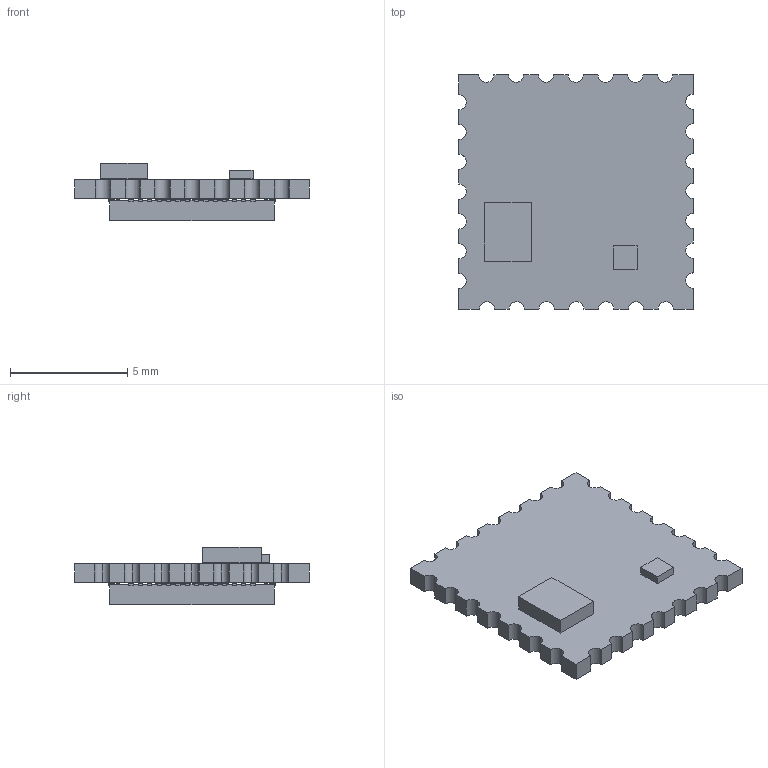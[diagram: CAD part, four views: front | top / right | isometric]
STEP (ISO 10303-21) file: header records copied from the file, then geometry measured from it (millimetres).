
FILE_DESCRIPTION(('KiCad electronic assembly'),'2;1');
FILE_NAME('RPDot.step','2023-05-18T01:23:53',('Pcbnew'),('Kicad'), 'Open CASCADE STEP processor 7.5','KiCad to STEP converter','Unknown' );
FILE_SCHEMA(('AUTOMOTIVE_DESIGN { 1 0 10303 214 1 1 1 1 }'));
Length unit declared in the file: millimetre
Products named in the file (8): RPDot 1; Richtek RT9078; SOLID; Crystal; RP2040; COMPOUND; RPDot PCB
Assembly tree (7 placements, depth 3):
  RPDot 1
    Richtek RT9078
      SOLID
    Crystal
      SOLID
    RP2040
      COMPOUND
    RPDot PCB
Bounding box: 10 x 10 x 2.45 mm (x, y, z)
Volume: 122.9 mm3; surface area: 408.1 mm2
Topology: 61 solids, 61 shells, 431 faces, 924 edges, 616 vertices
Faces by surface type: bspline 362, cylinder 35, plane 34
Entity records: 22727 total; most frequent: CARTESIAN_POINT 9084, B_SPLINE_CURVE_WITH_KNOTS 2025, ORIENTED_EDGE 1848, PCURVE 1848, DEFINITIONAL_REPRESENTATION 1848, EDGE_CURVE 924, SURFACE_CURVE 923, DIRECTION 673
